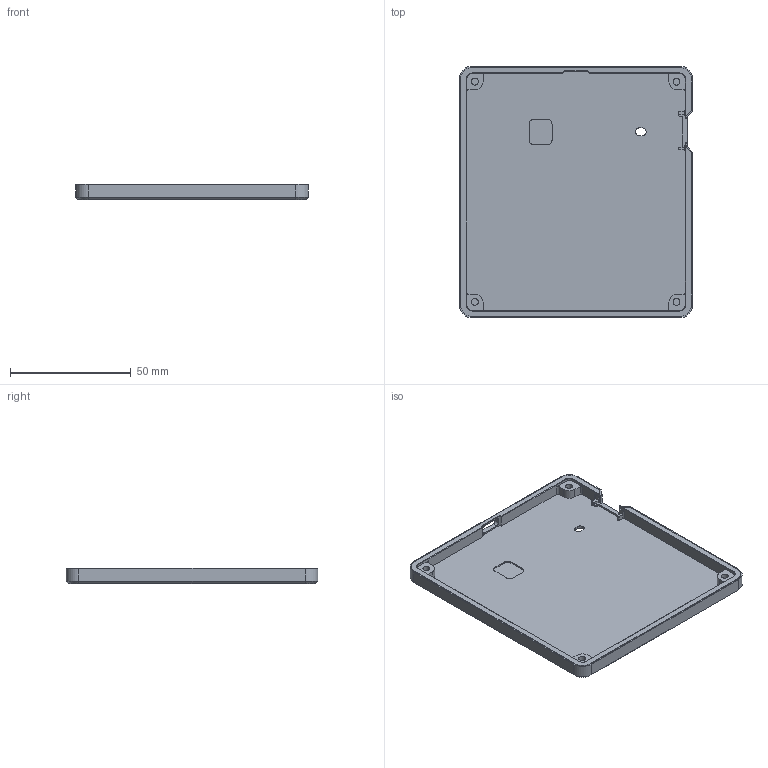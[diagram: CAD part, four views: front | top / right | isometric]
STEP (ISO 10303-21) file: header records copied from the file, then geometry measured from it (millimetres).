
FILE_DESCRIPTION(/* description */ (''),/* implementation_level */ '2;1');
FILE_NAME(/* name */ '3d-case-bottom.step',/* time_stamp */ '2024-06-20T22:57:11+08:00',/* author */ (''),/* organization */ (''),/* preprocessor_version */ 'ST-DEVELOPER v20',/* originating_system */ 'Autodesk Translation Framework v13.14.0.145',/* authorisation */ '');
FILE_SCHEMA (('AUTOMOTIVE_DESIGN { 1 0 10303 214 3 1 1 }'));
Length unit declared in the file: millimetre
Products named in the file (1): Bottom_Case (1)
Bounding box: 96.6 x 104.34 x 6.44 mm (x, y, z)
Volume: 20655.5 mm3; surface area: 24245.9 mm2
Topology: 1 solids, 1 shells, 163 faces, 440 edges, 283 vertices
Faces by surface type: plane 92, cylinder 55, cone 12, bspline 4
Full cylindrical faces by diameter (mm): 2.85 x4
Entity records: 5570 total; most frequent: CARTESIAN_POINT 1373, ORIENTED_EDGE 880, DIRECTION 864, EDGE_CURVE 440, LINE 296, VECTOR 296, AXIS2_PLACEMENT_3D 284, VERTEX_POINT 283
